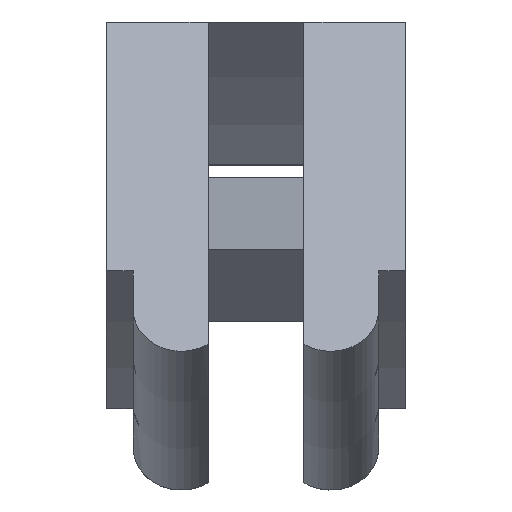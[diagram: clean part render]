
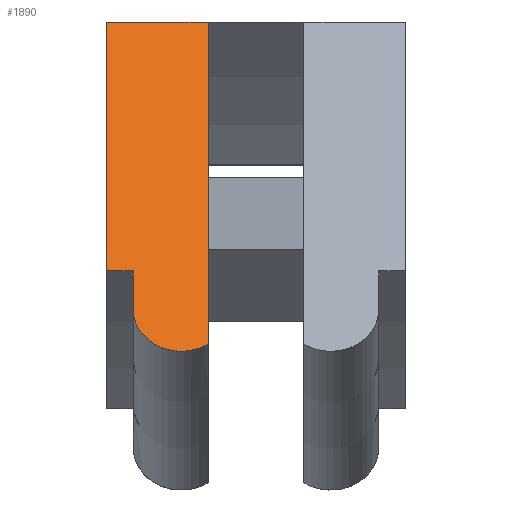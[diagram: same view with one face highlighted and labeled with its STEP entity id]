
A CAD part, left-side view. The second image highlights one B-rep face of the part: STEP entity #1890.
In plain terms, the highlighted planar face has unit normal (-0.866, 0, 0.5).
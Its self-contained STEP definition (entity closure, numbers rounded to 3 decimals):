
#22 = DIRECTION ( 'NONE',  ( 0.5, 0., 0.866 ) ) ;
#127 = CARTESIAN_POINT ( 'NONE',  ( -9.132, 0.8, -16.818 ) ) ;
#176 = EDGE_CURVE ( 'NONE', #1900, #876, #990, .T. ) ;
#185 = CARTESIAN_POINT ( 'NONE',  ( -18.769, 1.35, -33.508 ) ) ;
#196 = CARTESIAN_POINT ( 'NONE',  ( -17.99, 2.05, -32.16 ) ) ;
#197 = LINE ( 'NONE', #1749, #2060 ) ;
#210 = CARTESIAN_POINT ( 'NONE',  ( -18.696, 0.8, -33.383 ) ) ;
#213 = DIRECTION ( 'NONE',  ( -0.5, 0., -0.866 ) ) ;
#271 = DIRECTION ( 'NONE',  ( -0.866, 0., 0.5 ) ) ;
#287 = ORIENTED_EDGE ( 'NONE', *, *, #1572, .T. ) ;
#309 = CARTESIAN_POINT ( 'NONE',  ( -15.588, 2.5, -28. ) ) ;
#344 = VERTEX_POINT ( 'NONE', #2336 ) ;
#350 = VECTOR ( 'NONE', #213, 1000. ) ;
#374 = CARTESIAN_POINT ( 'NONE',  ( -18.365, 2.05, -32.81 ) ) ;
#413 = CARTESIAN_POINT ( 'NONE',  ( -18.753, 1.497, -33.48 ) ) ;
#423 = EDGE_CURVE ( 'NONE', #344, #1008, #764, .T. ) ;
#457 = EDGE_LOOP ( 'NONE', ( #1445, #2224, #1494, #287, #2130, #2431 ) ) ;
#517 = PLANE ( 'NONE',  #2185 ) ;
#547 = VECTOR ( 'NONE', #22, 1000. ) ;
#605 = VECTOR ( 'NONE', #1773, 1000. ) ;
#620 = CARTESIAN_POINT ( 'NONE',  ( -18.437, 2.05, -32.934 ) ) ;
#764 = B_SPLINE_CURVE_WITH_KNOTS ( 'NONE', 3,
 ( #374, #620, #1340, #1381, #1514, #413, #185, #1924, #2301, #210 ),
 .UNSPECIFIED., .F., .F.,
 ( 4, 2, 2, 2, 4 ),
 ( 0.002, 0.002, 0.003, 0.003, 0.003 ),
 .UNSPECIFIED. ) ;
#781 = LINE ( 'NONE', #1882, #350 ) ;
#876 = VERTEX_POINT ( 'NONE', #309 ) ;
#990 = LINE ( 'NONE', #2125, #605 ) ;
#1008 = VERTEX_POINT ( 'NONE', #1583 ) ;
#1025 = DIRECTION ( 'NONE',  ( 0., -1., 0. ) ) ;
#1087 = CARTESIAN_POINT ( 'NONE',  ( -15.588, 0.8, -28. ) ) ;
#1095 = LINE ( 'NONE', #127, #1944 ) ;
#1141 = EDGE_CURVE ( 'NONE', #1976, #344, #781, .T. ) ;
#1261 = CARTESIAN_POINT ( 'NONE',  ( -18.765, -2.5, -33.503 ) ) ;
#1291 = VERTEX_POINT ( 'NONE', #1602 ) ;
#1340 = CARTESIAN_POINT ( 'NONE',  ( -18.509, 2.01, -33.059 ) ) ;
#1381 = CARTESIAN_POINT ( 'NONE',  ( -18.634, 1.86, -33.275 ) ) ;
#1444 = FACE_OUTER_BOUND ( 'NONE', #457, .T. ) ;
#1445 = ORIENTED_EDGE ( 'NONE', *, *, #2351, .T. ) ;
#1494 = ORIENTED_EDGE ( 'NONE', *, *, #423, .T. ) ;
#1514 = CARTESIAN_POINT ( 'NONE',  ( -18.685, 1.752, -33.363 ) ) ;
#1572 = EDGE_CURVE ( 'NONE', #1008, #1900, #1095, .T. ) ;
#1583 = CARTESIAN_POINT ( 'NONE',  ( -18.696, 0.8, -33.383 ) ) ;
#1602 = CARTESIAN_POINT ( 'NONE',  ( -17.99, 2.5, -32.16 ) ) ;
#1670 = LINE ( 'NONE', #2038, #547 ) ;
#1749 = CARTESIAN_POINT ( 'NONE',  ( -17.99, 0., -32.16 ) ) ;
#1773 = DIRECTION ( 'NONE',  ( 0., 1., 0. ) ) ;
#1882 = CARTESIAN_POINT ( 'NONE',  ( -8.967, 2.05, -16.531 ) ) ;
#1890 = ADVANCED_FACE ( 'NONE', ( #1444 ), #517, .T. ) ;
#1900 = VERTEX_POINT ( 'NONE', #1087 ) ;
#1924 = CARTESIAN_POINT ( 'NONE',  ( -18.761, 1.062, -33.495 ) ) ;
#1928 = EDGE_CURVE ( 'NONE', #1291, #876, #1670, .T. ) ;
#1944 = VECTOR ( 'NONE', #2403, 1000. ) ;
#1976 = VERTEX_POINT ( 'NONE', #196 ) ;
#2010 = DIRECTION ( 'NONE',  ( 0.5, 0., 0.866 ) ) ;
#2038 = CARTESIAN_POINT ( 'NONE',  ( -18.765, 2.5, -33.503 ) ) ;
#2060 = VECTOR ( 'NONE', #1025, 1000. ) ;
#2125 = CARTESIAN_POINT ( 'NONE',  ( -15.588, -2.5, -28. ) ) ;
#2130 = ORIENTED_EDGE ( 'NONE', *, *, #176, .T. ) ;
#2185 = AXIS2_PLACEMENT_3D ( 'NONE', #1261, #271, #2010 ) ;
#2224 = ORIENTED_EDGE ( 'NONE', *, *, #1141, .T. ) ;
#2301 = CARTESIAN_POINT ( 'NONE',  ( -18.737, 0.921, -33.454 ) ) ;
#2336 = CARTESIAN_POINT ( 'NONE',  ( -18.365, 2.05, -32.81 ) ) ;
#2351 = EDGE_CURVE ( 'NONE', #1291, #1976, #197, .T. ) ;
#2403 = DIRECTION ( 'NONE',  ( 0.5, 0., 0.866 ) ) ;
#2431 = ORIENTED_EDGE ( 'NONE', *, *, #1928, .F. ) ;
